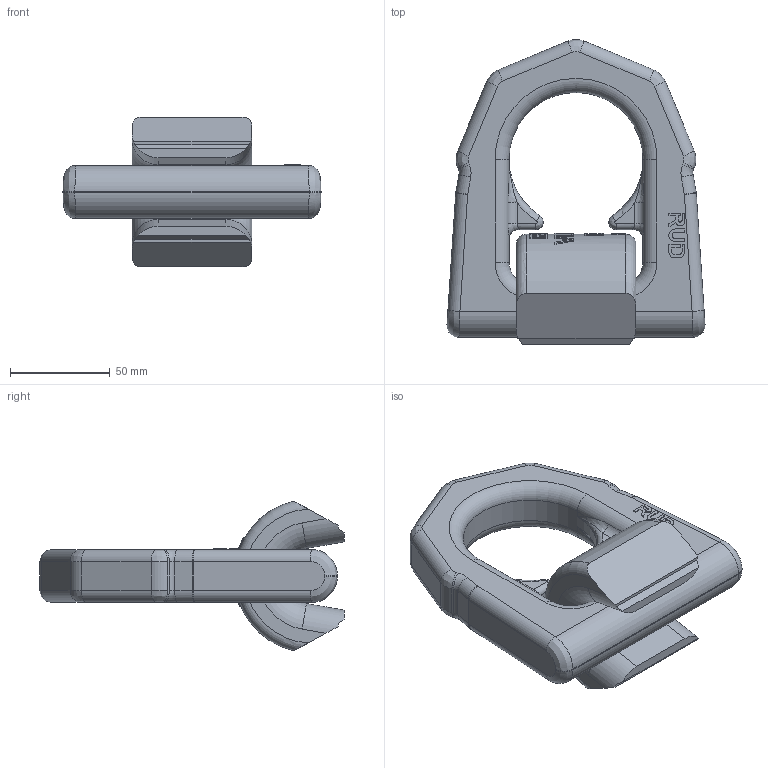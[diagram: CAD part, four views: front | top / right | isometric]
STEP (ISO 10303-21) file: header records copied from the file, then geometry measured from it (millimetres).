
FILE_DESCRIPTION((''),'2;1');
FILE_NAME('001-M32121-P4_ASM','2018-11-26T',('anja.joas'),(''),'PRO/ENGINEER BY PARAMETRIC TECHNOLOGY CORPORATION, 2011490','PRO/ENGINEER BY PARAMETRIC TECHNOLOGY CORPORATION, 2011490','');
FILE_SCHEMA(('CONFIG_CONTROL_DESIGN'));
Length unit declared in the file: millimetre
Products named in the file (3): 001-M32121-P2; 001-M34887-P01; 001-M32121-P4_ASM
Assembly tree (2 placements, depth 2):
  001-M32121-P4_ASM
    001-M32121-P2
    001-M34887-P01
Bounding box: 129.03 x 152.47 x 74.89 mm (x, y, z)
Volume: 393484 mm3; surface area: 55871.9 mm2
Topology: 2 solids, 2 shells, 434 faces, 1140 edges, 728 vertices
Faces by surface type: plane 281, cylinder 96, bspline 34, torus 22, extrusion 1
Entity records: 16941 total; most frequent: CARTESIAN_POINT 6737, ORIENTED_EDGE 2280, DIRECTION 1879, EDGE_CURVE 1140, VERTEX_POINT 728, AXIS2_PLACEMENT_3D 665, VECTOR 549, LINE 548
